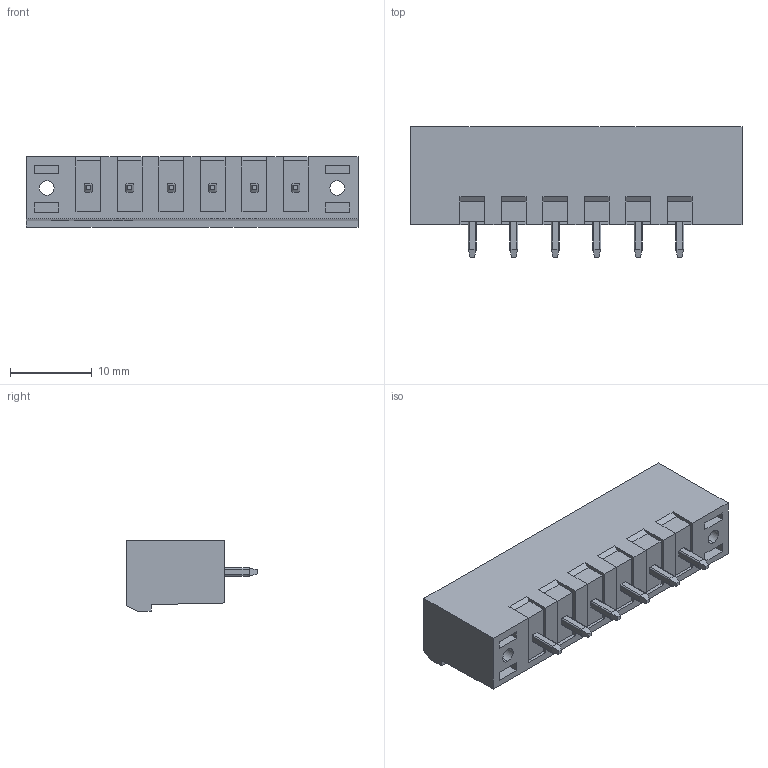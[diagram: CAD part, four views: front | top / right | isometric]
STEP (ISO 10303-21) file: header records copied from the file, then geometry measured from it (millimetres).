
FILE_DESCRIPTION((''),'2;1');
FILE_NAME('ZUO','2020-05-23T',('GYZ'),(''),'PRO/ENGINEER BY PARAMETRIC TECHNOLOGY CORPORATION, 2010280','PRO/ENGINEER BY PARAMETRIC TECHNOLOGY CORPORATION, 2010280','');
FILE_SCHEMA(('CONFIG_CONTROL_DESIGN'));
Length unit declared in the file: millimetre
Products named in the file (1): ZUO
Bounding box: 40.64 x 16 x 8.6 mm (x, y, z)
Volume: 2234.9 mm3; surface area: 3181.8 mm2
Topology: 1 solids, 1 shells, 1035 faces, 3163 edges, 2086 vertices
Faces by surface type: plane 727, cylinder 258, bspline 24, cone 14, torus 12
Entity records: 45411 total; most frequent: CARTESIAN_POINT 17221, ORIENTED_EDGE 6326, DIRECTION 5271, EDGE_CURVE 3163, VECTOR 2239, LINE 2239, VERTEX_POINT 2086, AXIS2_PLACEMENT_3D 1516
